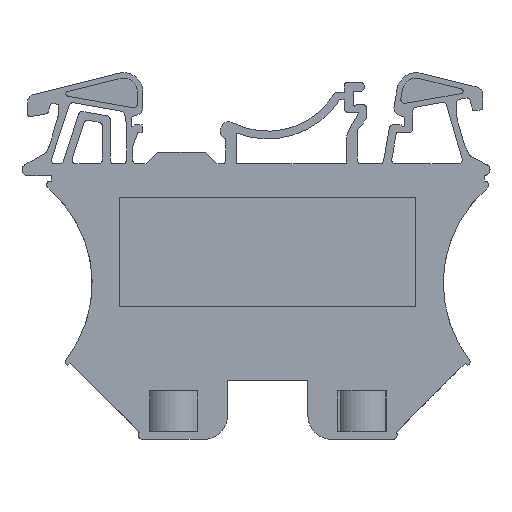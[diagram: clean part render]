
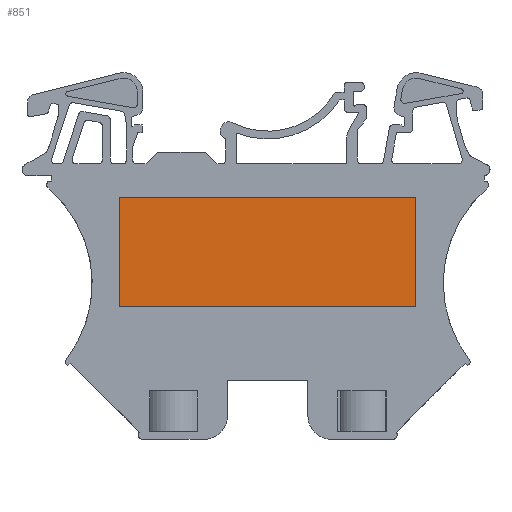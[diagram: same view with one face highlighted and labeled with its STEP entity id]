
A CAD part, front view. The second image highlights one B-rep face of the part: STEP entity #851.
In plain terms, the highlighted planar face has unit normal (0, -1, 0).
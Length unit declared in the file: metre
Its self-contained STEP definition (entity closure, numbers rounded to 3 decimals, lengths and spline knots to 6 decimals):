
#851 = ADVANCED_FACE( 'NONE', ( #1901 ), #1902, .T. );
#1901 = FACE_OUTER_BOUND( '', #3161, .T. );
#1902 = PLANE( '', #3162 );
#3161 = EDGE_LOOP( '', ( #5538, #5539, #5540, #5541 ) );
#3162 = AXIS2_PLACEMENT_3D( '', #5542, #5543, #5544 );
#5538 = ORIENTED_EDGE( '', *, *, #8618, .T. );
#5539 = ORIENTED_EDGE( '', *, *, #8647, .T. );
#5540 = ORIENTED_EDGE( '', *, *, #8648, .T. );
#5541 = ORIENTED_EDGE( '', *, *, #8649, .T. );
#5542 = CARTESIAN_POINT( '', ( 0., 0.0002, 0. ) );
#5543 = DIRECTION( '', ( 0., -1., 0. ) );
#5544 = DIRECTION( '', ( 0., 0., -1. ) );
#8618 = EDGE_CURVE( 'NONE', #10768, #10772, #10774, .T. );
#8647 = EDGE_CURVE( 'NONE', #10772, #10815, #10816, .T. );
#8648 = EDGE_CURVE( 'NONE', #10815, #10817, #10818, .T. );
#8649 = EDGE_CURVE( 'NONE', #10817, #10768, #10819, .T. );
#10768 = VERTEX_POINT( 'NONE', #13664 );
#10772 = VERTEX_POINT( 'NONE', #13670 );
#10774 = LINE( '', #13673, #13674 );
#10815 = VERTEX_POINT( 'NONE', #13727 );
#10816 = LINE( '', #13728, #13729 );
#10817 = VERTEX_POINT( 'NONE', #13730 );
#10818 = LINE( '', #13731, #13732 );
#10819 = LINE( '', #13733, #13734 );
#13664 = CARTESIAN_POINT( '', ( 0.019, 0.0002, 0.011 ) );
#13670 = CARTESIAN_POINT( '', ( -0.019, 0.0002, 0.011 ) );
#13673 = CARTESIAN_POINT( '', ( 0., 0.0002, 0.011 ) );
#13674 = VECTOR( '', #15804, 1. );
#13727 = CARTESIAN_POINT( '', ( -0.019, 0.0002, -0.003 ) );
#13728 = CARTESIAN_POINT( '', ( -0.019, 0.0002, 0. ) );
#13729 = VECTOR( '', #15841, 1. );
#13730 = CARTESIAN_POINT( '', ( 0.019, 0.0002, -0.003 ) );
#13731 = CARTESIAN_POINT( '', ( 0., 0.0002, -0.003 ) );
#13732 = VECTOR( '', #15842, 1. );
#13733 = CARTESIAN_POINT( '', ( 0.019, 0.0002, 0. ) );
#13734 = VECTOR( '', #15843, 1. );
#15804 = DIRECTION( '', ( -1., 0., 0. ) );
#15841 = DIRECTION( '', ( 0., 0., -1. ) );
#15842 = DIRECTION( '', ( 1., 0., 0. ) );
#15843 = DIRECTION( '', ( 0., 0., 1. ) );
